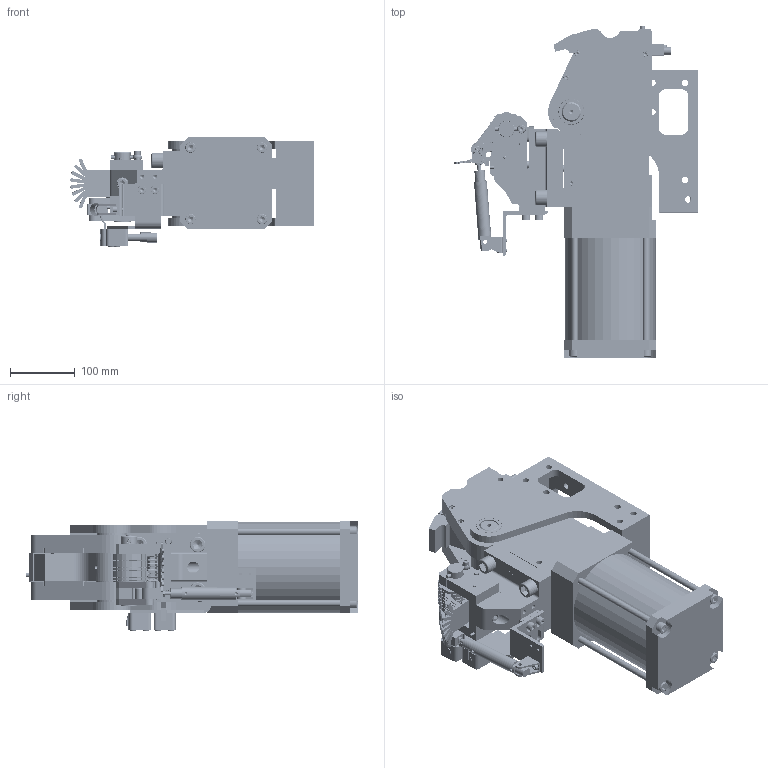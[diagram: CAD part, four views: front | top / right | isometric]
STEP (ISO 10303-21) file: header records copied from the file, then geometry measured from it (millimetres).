
FILE_DESCRIPTION(/* description */ ('PFS 400-60 Pu 75°ÖW PW 6-7/A3-A2'),/* implementation_level */ '2;1');
FILE_NAME(/* name */ '7297603100_260262_PFS_400-60_Pu_75°_ÖW_PW_6-8_A3_geoeffnet.stp',/* time_stamp */ '2017-05-03T10:39:36+02:00',/* author */ ('peters'),/* organization */ (''),/* preprocessor_version */ 'ST-DEVELOPER v16.5',/* originating_system */ 'Autodesk Inventor 2017',/* authorisation */ '');
FILE_SCHEMA (('AUTOMOTIVE_DESIGN { 1 0 10303 214 3 1 1 }'));
Products named in the file (100): 7297603100_260262_PFS_400-60_Pu_75°_ÖW_PW_6-8_A3_geoeffnet; 227188 ; 224502; 224501; 224500; 200266  ; 201270; 210002; 210305 ; 224622; 219891; 219893 ; 226637 ; 221394; 200216 ; 202668; 200134 ; 200141; 200974; 200973; 227191; Abfage T12 - 2; 210236 ; 224623; 228905 - Pneumatikzylinder PFS 400 125mm 75° Dummy; 210366 - Zylinderaufnahme 125 Dummy; 210377 - Zylinderboden 125 Dummy; 210422 - Zylinderrohr 125_158 75° Dummy; 210402 Zylinderkopf 125 Dummy; 228899 ; 228065; 228067; 224580 ; 226985 ; 226984 ; 223878 ; 210331; 216397_Pneumatikzylinder_kpl; 216397_Pneumatikzylinder_Körper; 216397_Pneumatikzylinder_Kolbenstange ...
Assembly tree (186 placements, depth 5):
  7297603100_260262_PFS_400-60_Pu_75°_ÖW_PW_6-8_A3_geoeffnet
    227188 
      224502
        224501
        224500
        200266    x5
        201270  x2
        200978  x5
      210002  x2
      210305   x2
      224622  x2
      219891
      219893 
      226637 
      221394  x4
      200216   x2
      227191  x3
      200973  x3
      202668
      200975  x4
      200134 
      200974  x2
      200141
      200977  x2
      Abfage T12 - 2  x2
    210236 
    224623  x2
    228905 - Pneumatikzylinder PFS 400 125mm 75° Dummy
      210366 - Zylinderaufnahme 125 Dummy
      210377 - Zylinderboden 125 Dummy
      210422 - Zylinderrohr 125_158 75° Dummy
      210402 Zylinderkopf 125 Dummy
      228899   x4
    228065
    228067
    224580 
    226985 
    226984 
    223878 
    210331
    216397_Pneumatikzylinder_kpl
      216397_Pneumatikzylinder_Körper
      216397_Pneumatikzylinder_Kolbenstange
    216400 - Lagerbock LBN-12 (Festo)
    224255  x4
    216408  x2
    200314   x4
    200980  x4
    216363   x2
    200219    x2
    200977  x3
    200976  x4
    200173  x4
    200258 
    200978
    200221 
    200143   x2
    200975  x2
    DIN 439 - M6
    218238 - Prägewerkzeug 8_6_3
Bounding box: 375.75 x 511.5 x 168.7 mm (x, y, z)
Volume: 8335824.3 mm3; surface area: 1294695.3 mm2
Topology: 191 solids, 191 shells, 6073 faces, 15549 edges, 9979 vertices
Faces by surface type: plane 3144, cylinder 1558, bspline 540, cone 528, torus 281, sphere 22
Full cylindrical faces by diameter (mm): 2.459 x5, 3 x3, 3.2 x3, 3.242 x4, 3.4 x10, 4 x6, 4.134 x14, 4.135 x2, 4.3 x2, 4.5 x1, 4.917 x7, 5 x6, 5.3 x9, 5.5 x12, 6 x10, 6.4 x4, 6.647 x12, 6.8 x2, 7 x12, 8 x18, 8.376 x13, 8.5 x12, 9 x12, 10 x35, 10.106 x18, 10.5 x6, 11 x26, 12 x7, 13 x10, 13.835 x4
Entity records: 84589 total; most frequent: CARTESIAN_POINT 16612, DIRECTION 13881, ORIENTED_EDGE 12734, EDGE_CURVE 6367, AXIS2_PLACEMENT_3D 5061, VERTEX_POINT 4286, LINE 3759, VECTOR 3759
